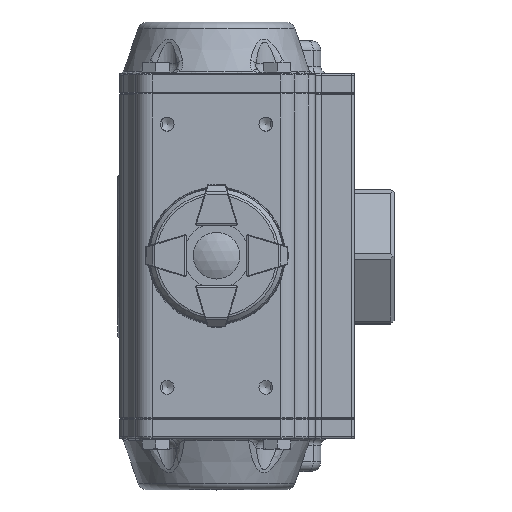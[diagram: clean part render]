
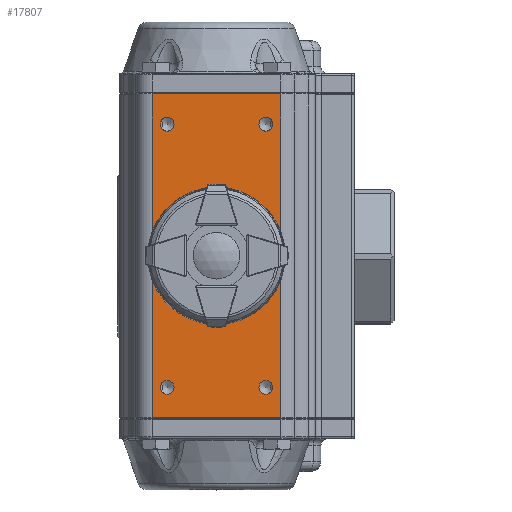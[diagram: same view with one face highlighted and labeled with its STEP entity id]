
A CAD part, top view. The second image highlights one B-rep face of the part: STEP entity #17807.
In plain terms, the highlighted face is planar.
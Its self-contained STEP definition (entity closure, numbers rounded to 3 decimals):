
#1144=CIRCLE('',#18967,11.75);
#1187=CIRCLE('',#19024,2.1);
#1189=CIRCLE('',#19028,2.1);
#1191=CIRCLE('',#19032,2.1);
#1193=CIRCLE('',#19036,2.1);
#3895=ORIENTED_EDGE('',*,*,#7719,.F.);
#3896=ORIENTED_EDGE('',*,*,#7789,.T.);
#3897=ORIENTED_EDGE('',*,*,#7721,.T.);
#3898=ORIENTED_EDGE('',*,*,#7790,.T.);
#3899=ORIENTED_EDGE('',*,*,#7515,.F.);
#3900=ORIENTED_EDGE('',*,*,#7503,.F.);
#3901=ORIENTED_EDGE('',*,*,#7507,.F.);
#3902=ORIENTED_EDGE('',*,*,#7511,.F.);
#3903=ORIENTED_EDGE('',*,*,#7423,.F.);
#7423=EDGE_CURVE('',#9592,#9592,#1144,.T.);
#7503=EDGE_CURVE('',#9671,#9671,#1187,.T.);
#7507=EDGE_CURVE('',#9675,#9675,#1189,.T.);
#7511=EDGE_CURVE('',#9679,#9679,#1191,.T.);
#7515=EDGE_CURVE('',#9683,#9683,#1193,.T.);
#7719=EDGE_CURVE('',#9817,#9818,#11070,.T.);
#7721=EDGE_CURVE('',#9819,#9820,#11071,.T.);
#7789=EDGE_CURVE('',#9817,#9819,#11131,.T.);
#7790=EDGE_CURVE('',#9820,#9818,#11132,.T.);
#9592=VERTEX_POINT('',#27835);
#9671=VERTEX_POINT('',#28229);
#9675=VERTEX_POINT('',#28249);
#9679=VERTEX_POINT('',#28269);
#9683=VERTEX_POINT('',#28289);
#9817=VERTEX_POINT('',#28856);
#9818=VERTEX_POINT('',#28858);
#9819=VERTEX_POINT('',#28862);
#9820=VERTEX_POINT('',#28863);
#11070=LINE('',#28857,#12142);
#11071=LINE('',#28861,#12143);
#11131=LINE('',#28999,#12203);
#11132=LINE('',#29000,#12204);
#12142=VECTOR('',#22102,1000.);
#12143=VECTOR('',#22107,1000.);
#12203=VECTOR('',#22235,1000.);
#12204=VECTOR('',#22236,1000.);
#13282=EDGE_LOOP('',(#3895,#3896,#3897,#3898));
#13283=EDGE_LOOP('',(#3899));
#13284=EDGE_LOOP('',(#3900));
#13285=EDGE_LOOP('',(#3901));
#13286=EDGE_LOOP('',(#3902));
#13287=EDGE_LOOP('',(#3903));
#14547=FACE_BOUND('',#13282,.T.);
#14548=FACE_BOUND('',#13283,.T.);
#14549=FACE_BOUND('',#13284,.T.);
#14550=FACE_BOUND('',#13285,.T.);
#14551=FACE_BOUND('',#13286,.T.);
#14552=FACE_BOUND('',#13287,.T.);
#15460=PLANE('',#19213);
#17807=ADVANCED_FACE('',(#14547,#14548,#14549,#14550,#14551,#14552),#15460,
 .T.);
#18967=AXIS2_PLACEMENT_3D('',#27834,#21564,#21565);
#19024=AXIS2_PLACEMENT_3D('',#28228,#21701,#21702);
#19028=AXIS2_PLACEMENT_3D('',#28248,#21709,#21710);
#19032=AXIS2_PLACEMENT_3D('',#28268,#21717,#21718);
#19036=AXIS2_PLACEMENT_3D('',#28288,#21725,#21726);
#19213=AXIS2_PLACEMENT_3D('',#28998,#22233,#22234);
#21564=DIRECTION('',(0.,1.,0.));
#21565=DIRECTION('',(0.,0.,1.));
#21701=DIRECTION('',(0.,1.,0.));
#21702=DIRECTION('',(0.,0.,1.));
#21709=DIRECTION('',(0.,1.,0.));
#21710=DIRECTION('',(0.,0.,1.));
#21717=DIRECTION('',(0.,1.,0.));
#21718=DIRECTION('',(0.,0.,1.));
#21725=DIRECTION('',(0.,1.,0.));
#21726=DIRECTION('',(0.,0.,1.));
#22102=DIRECTION('',(0.,0.,-1.));
#22107=DIRECTION('',(0.,0.,-1.));
#22233=DIRECTION('',(0.,1.,0.));
#22234=DIRECTION('',(1.,0.,0.));
#22235=DIRECTION('',(1.,0.,0.));
#22236=DIRECTION('',(-1.,0.,0.));
#27834=CARTESIAN_POINT('',(0.,36.5,0.));
#27835=CARTESIAN_POINT('',(0.,36.5,11.75));
#28228=CARTESIAN_POINT('',(15.,36.5,-40.));
#28229=CARTESIAN_POINT('',(15.,36.5,-37.9));
#28248=CARTESIAN_POINT('',(-15.,36.5,40.));
#28249=CARTESIAN_POINT('',(-15.,36.5,42.1));
#28268=CARTESIAN_POINT('',(15.,36.5,40.));
#28269=CARTESIAN_POINT('',(15.,36.5,42.1));
#28288=CARTESIAN_POINT('',(-15.,36.5,-40.));
#28289=CARTESIAN_POINT('',(-15.,36.5,-37.9));
#28856=CARTESIAN_POINT('',(-19.5,36.5,49.2));
#28857=CARTESIAN_POINT('',(-19.5,36.5,49.5));
#28858=CARTESIAN_POINT('',(-19.5,36.5,-49.2));
#28861=CARTESIAN_POINT('',(19.5,36.5,49.5));
#28862=CARTESIAN_POINT('',(19.5,36.5,49.2));
#28863=CARTESIAN_POINT('',(19.5,36.5,-49.2));
#28998=CARTESIAN_POINT('',(-19.5,36.5,49.5));
#28999=CARTESIAN_POINT('',(-19.5,36.5,49.2));
#29000=CARTESIAN_POINT('',(-19.5,36.5,-49.2));
